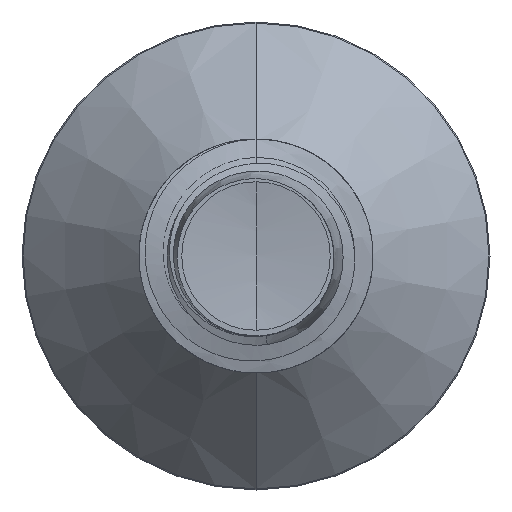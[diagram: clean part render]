
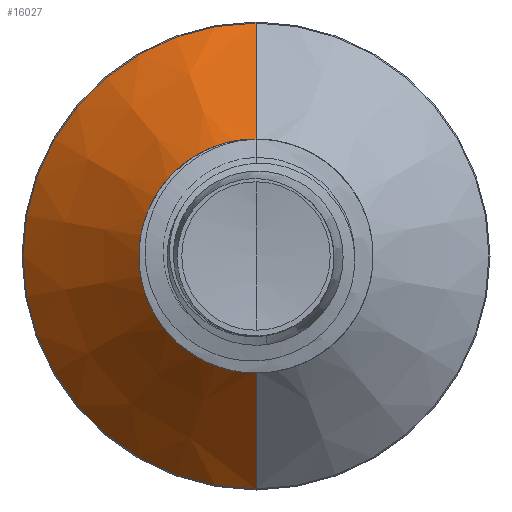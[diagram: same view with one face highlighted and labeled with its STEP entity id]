
A CAD part, front view. The second image highlights one B-rep face of the part: STEP entity #16027.
In plain terms, the highlighted conical face has half-angle 45 degrees and reference radius 1.08 mm.
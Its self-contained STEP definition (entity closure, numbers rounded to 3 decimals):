
#115 = LINE ( 'NONE', #33896, #7896 ) ;
#906 = FACE_OUTER_BOUND ( 'NONE', #18135, .T. ) ;
#1967 = CARTESIAN_POINT ( 'NONE',  ( 0., 12.14, -2.19 ) ) ;
#3249 = CARTESIAN_POINT ( 'NONE',  ( 0., 11.03, -1.08 ) ) ;
#3926 = VERTEX_POINT ( 'NONE', #7753 ) ;
#4355 = VERTEX_POINT ( 'NONE', #3249 ) ;
#4678 = ORIENTED_EDGE ( 'NONE', *, *, #11900, .T. ) ;
#7367 = CIRCLE ( 'NONE', #13296, 1.08 ) ;
#7753 = CARTESIAN_POINT ( 'NONE',  ( 0., 11.03, 1.08 ) ) ;
#7896 = VECTOR ( 'NONE', #15679, 1000. ) ;
#8268 = ORIENTED_EDGE ( 'NONE', *, *, #21268, .T. ) ;
#8514 = CARTESIAN_POINT ( 'NONE',  ( 0., 11.03, 0. ) ) ;
#9495 = LINE ( 'NONE', #14927, #23652 ) ;
#11212 = CIRCLE ( 'NONE', #14948, 2.19 ) ;
#11900 = EDGE_CURVE ( 'NONE', #4355, #3926, #7367, .T. ) ;
#13296 = AXIS2_PLACEMENT_3D ( 'NONE', #15341, #33557, #17973 ) ;
#13913 = CARTESIAN_POINT ( 'NONE',  ( 0., 12.14, 2.19 ) ) ;
#14372 = CARTESIAN_POINT ( 'NONE',  ( 0., 12.14, 0. ) ) ;
#14927 = CARTESIAN_POINT ( 'NONE',  ( 0., 11.03, -1.08 ) ) ;
#14948 = AXIS2_PLACEMENT_3D ( 'NONE', #14372, #32562, #17014 ) ;
#15285 = VERTEX_POINT ( 'NONE', #1967 ) ;
#15341 = CARTESIAN_POINT ( 'NONE',  ( 0., 11.03, 0. ) ) ;
#15679 = DIRECTION ( 'NONE',  ( 0., 0.707, 0.707 ) ) ;
#16027 = ADVANCED_FACE ( 'NONE', ( #906 ), #34961, .T. ) ;
#17014 = DIRECTION ( 'NONE',  ( 0., 0., 1. ) ) ;
#17973 = DIRECTION ( 'NONE',  ( 0., 0., 1. ) ) ;
#18135 = EDGE_LOOP ( 'NONE', ( #29720, #4678, #8268, #32650 ) ) ;
#19756 = AXIS2_PLACEMENT_3D ( 'NONE', #8514, #31762, #27083 ) ;
#21268 = EDGE_CURVE ( 'NONE', #3926, #26505, #115, .T. ) ;
#23652 = VECTOR ( 'NONE', #27876, 1000. ) ;
#26505 = VERTEX_POINT ( 'NONE', #13913 ) ;
#26574 = EDGE_CURVE ( 'NONE', #15285, #26505, #11212, .T. ) ;
#26921 = EDGE_CURVE ( 'NONE', #4355, #15285, #9495, .T. ) ;
#27083 = DIRECTION ( 'NONE',  ( 0., 0., 1. ) ) ;
#27876 = DIRECTION ( 'NONE',  ( 0., 0.707, -0.707 ) ) ;
#29720 = ORIENTED_EDGE ( 'NONE', *, *, #26921, .F. ) ;
#31762 = DIRECTION ( 'NONE',  ( 0., 1., 0. ) ) ;
#32562 = DIRECTION ( 'NONE',  ( 0., 1., 0. ) ) ;
#32650 = ORIENTED_EDGE ( 'NONE', *, *, #26574, .F. ) ;
#33557 = DIRECTION ( 'NONE',  ( 0., 1., 0. ) ) ;
#33896 = CARTESIAN_POINT ( 'NONE',  ( 0., 11.03, 1.08 ) ) ;
#34961 = CONICAL_SURFACE ( 'NONE', #19756, 1.08, 0.785 ) ;
